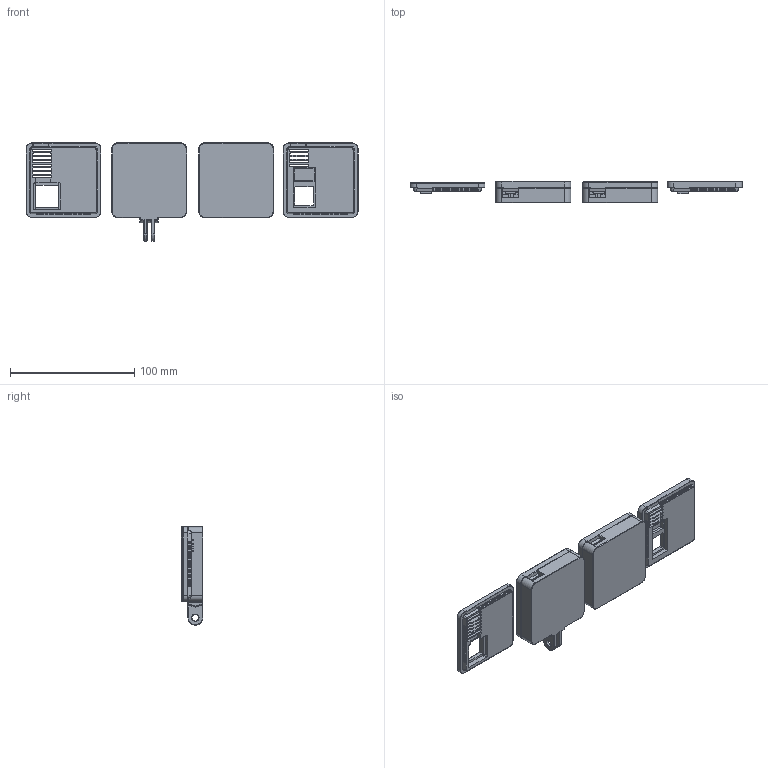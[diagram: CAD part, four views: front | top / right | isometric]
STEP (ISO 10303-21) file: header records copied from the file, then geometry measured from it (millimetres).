
FILE_DESCRIPTION(/* description */ (''),/* implementation_level */ '2;1');
FILE_NAME(/* name */ 'nRF52840 RACEBOX v25.step',/* time_stamp */ '2026-02-03T17:13:09-05:00',/* author */ (''),/* organization */ (''),/* preprocessor_version */ 'ST-DEVELOPER v20.1',/* originating_system */ 'Autodesk Translation Framework v14.24.0.0',/* authorisation */ '');
FILE_SCHEMA (('AUTOMOTIVE_DESIGN { 1 0 10303 214 3 1 1 }'));
Length unit declared in the file: millimetre
Products named in the file (7): ESP Case Redesign; Base; Lid 25mm gps; Lid 16mm gps_1; Lid 16mm gps_2; Lid 16mm gps_2_1; Base_1
Assembly tree (6 placements, depth 2):
  ESP Case Redesign
    Base
    Lid 25mm gps
    Lid 16mm gps_1
    Lid 16mm gps_2
    Lid 16mm gps_2_1
    Base_1
Bounding box: 267.3 x 17.4 x 79.3 mm (x, y, z)
Volume: 115126.5 mm3; surface area: 68229.4 mm2
Topology: 6 solids, 6 shells, 1543 faces, 3928 edges, 2463 vertices
Faces by surface type: plane 1033, cylinder 324, cone 100, bspline 52, torus 24, sphere 10
Full cylindrical faces by diameter (mm): 3 x2, 5.5 x2
Entity records: 47749 total; most frequent: CARTESIAN_POINT 10064, ORIENTED_EDGE 7840, DIRECTION 7575, EDGE_CURVE 3920, LINE 3063, VECTOR 3063, VERTEX_POINT 2463, AXIS2_PLACEMENT_3D 2256
